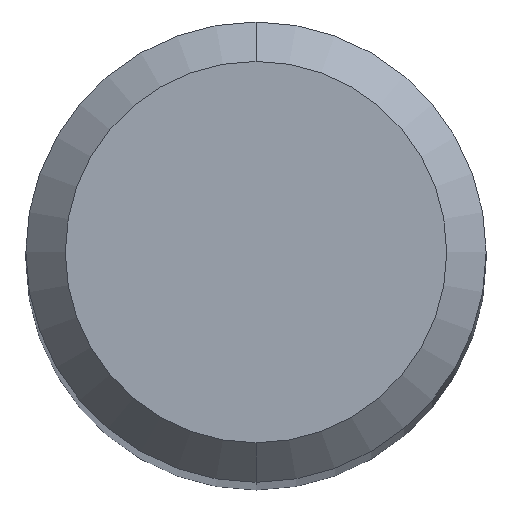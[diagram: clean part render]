
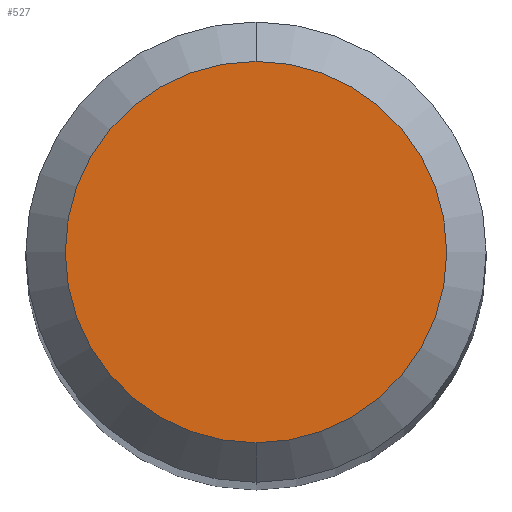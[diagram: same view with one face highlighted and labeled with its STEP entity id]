
A CAD part, top view. The second image highlights one B-rep face of the part: STEP entity #527.
In plain terms, the highlighted planar face has unit normal (0, 0, 1).
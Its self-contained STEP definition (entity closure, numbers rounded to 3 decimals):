
#223=VERTEX_POINT('',#610);
#253=EDGE_CURVE('',#381,#223,#641,.T.);
#381=VERTEX_POINT('',#787);
#527=ADVANCED_FACE('',(#947),#948,.T.);
#567=EDGE_CURVE('',#223,#381,#992,.T.);
#610=CARTESIAN_POINT('',(0.,-1.45,0.0));
#641=CIRCLE('',#1094,1.45);
#787=CARTESIAN_POINT('',(0.0,1.45,0.0));
#947=FACE_OUTER_BOUND('',#1684,.T.);
#948=PLANE('',#1685);
#992=CIRCLE('',#1754,1.45);
#1094=AXIS2_PLACEMENT_3D('',#1801,#1802,#1803);
#1684=EDGE_LOOP('',(#2166,#2167));
#1685=AXIS2_PLACEMENT_3D('',#2168,#2169,#2170);
#1754=AXIS2_PLACEMENT_3D('',#2228,#2229,#2230);
#1801=CARTESIAN_POINT('',(0.0,0.0,0.0));
#1802=DIRECTION('',(0.0,0.0,-1.0));
#1803=DIRECTION('',(0.0,1.0,0.0));
#2166=ORIENTED_EDGE('',*,*,#253,.F.);
#2167=ORIENTED_EDGE('',*,*,#567,.F.);
#2168=CARTESIAN_POINT('',(0.0,0.725,0.0));
#2169=DIRECTION('',(-0.0,0.0,1.0));
#2170=DIRECTION('',(0.0,-1.0,0.0));
#2228=CARTESIAN_POINT('',(0.0,0.0,0.0));
#2229=DIRECTION('',(0.0,0.0,-1.0));
#2230=DIRECTION('',(0.0,1.0,0.0));
